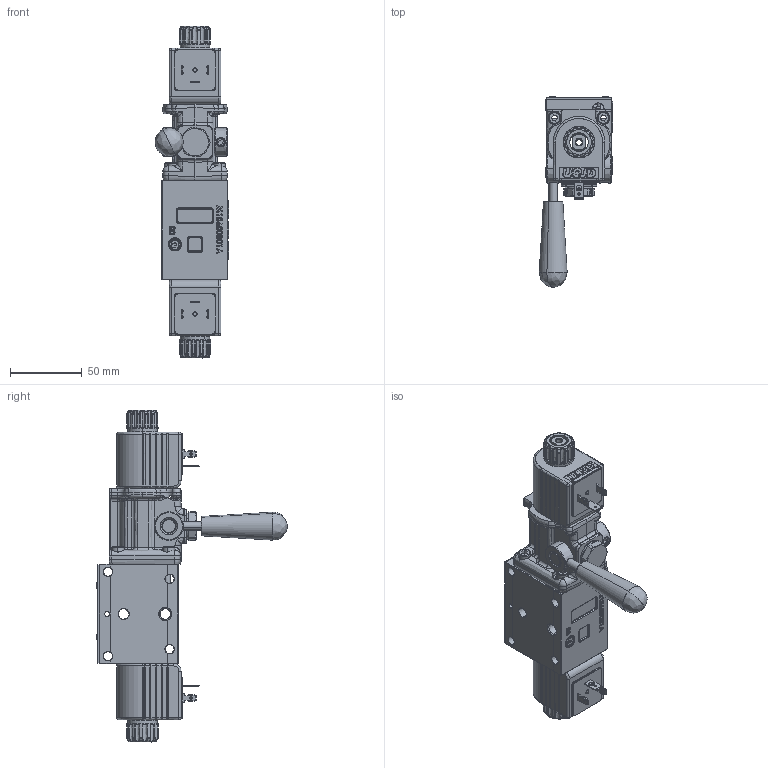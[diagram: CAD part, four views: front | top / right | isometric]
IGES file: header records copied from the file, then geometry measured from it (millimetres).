
Start section: SolidWorks IGES file using analytic representation for surfaces
Global section: file name: CDC3LE----LR2.igs; native system: SolidWorks 2014; preprocessor: SolidWorks 2014; author: serviziopdm; date: 140923.083753; units: millimetre
Bounding box: 51.33 x 132.8 x 231.5 mm (x, y, z)
Surface area: 71799.6 mm2 (no closed solid volume)
Topology: 0 solids, 0 shells, 1702 faces, 22168 edges, 22158 vertices
Faces by surface type: bspline 1034, revolution 668
